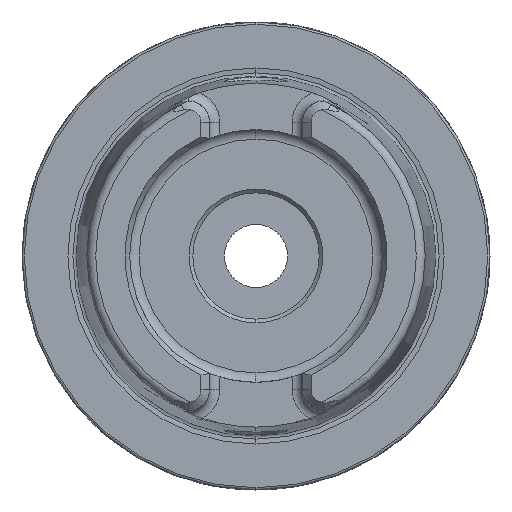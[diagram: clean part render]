
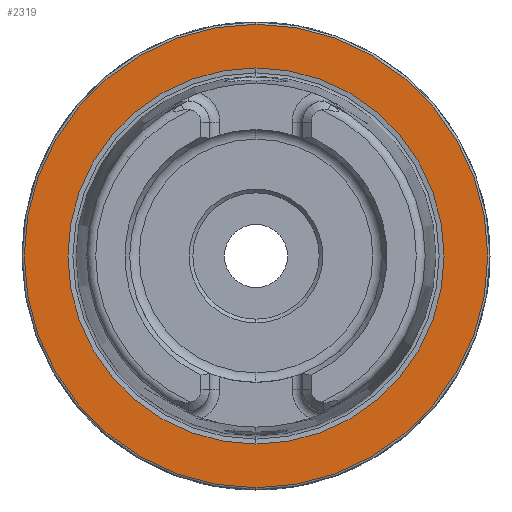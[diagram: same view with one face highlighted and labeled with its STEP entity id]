
A CAD part, left-side view. The second image highlights one B-rep face of the part: STEP entity #2319.
In plain terms, the highlighted planar face has unit normal (-1, 0, 0).
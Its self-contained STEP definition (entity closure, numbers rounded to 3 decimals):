
#13 = ORIENTED_EDGE ( 'NONE', *, *, #2736, .F. ) ;
#29 = DIRECTION ( 'NONE',  ( 0., 0., 1. ) ) ;
#503 = CARTESIAN_POINT ( 'NONE',  ( 0., 0., 0. ) ) ;
#1133 = DIRECTION ( 'NONE',  ( -1., 0., 0. ) ) ;
#1304 = DIRECTION ( 'NONE',  ( 0., 0., 1. ) ) ;
#1433 = FACE_OUTER_BOUND ( 'NONE', #5974, .T. ) ;
#1474 = AXIS2_PLACEMENT_3D ( 'NONE', #9781, #4952, #29 ) ;
#1691 = ORIENTED_EDGE ( 'NONE', *, *, #4609, .T. ) ;
#2154 = VERTEX_POINT ( 'NONE', #7850 ) ;
#2319 = ADVANCED_FACE ( 'NONE', ( #5823, #1433 ), #4937, .F. ) ;
#2600 = CARTESIAN_POINT ( 'NONE',  ( 0., 0., -25.319 ) ) ;
#2736 = EDGE_CURVE ( 'NONE', #2154, #7031, #4252, .T. ) ;
#3833 = AXIS2_PLACEMENT_3D ( 'NONE', #5462, #5493, #5524 ) ;
#3948 = DIRECTION ( 'NONE',  ( -1., 0., 0. ) ) ;
#3977 = AXIS2_PLACEMENT_3D ( 'NONE', #8835, #3948, #9628 ) ;
#4161 = EDGE_CURVE ( 'NONE', #7031, #2154, #7879, .T. ) ;
#4252 = CIRCLE ( 'NONE', #3977, 25.319 ) ;
#4330 = CARTESIAN_POINT ( 'NONE',  ( 0., 0., -31.2 ) ) ;
#4609 = EDGE_CURVE ( 'NONE', #7067, #5877, #10361, .T. ) ;
#4937 = PLANE ( 'NONE',  #3833 ) ;
#4952 = DIRECTION ( 'NONE',  ( -1., 0., 0. ) ) ;
#4968 = ORIENTED_EDGE ( 'NONE', *, *, #4161, .F. ) ;
#5462 = CARTESIAN_POINT ( 'NONE',  ( 0., 31.2, 0. ) ) ;
#5493 = DIRECTION ( 'NONE',  ( 1., 0., 0. ) ) ;
#5524 = DIRECTION ( 'NONE',  ( 0., 0., -1. ) ) ;
#5823 = FACE_BOUND ( 'NONE', #5824, .T. ) ;
#5824 = EDGE_LOOP ( 'NONE', ( #13, #4968 ) ) ;
#5877 = VERTEX_POINT ( 'NONE', #7449 ) ;
#5974 = EDGE_LOOP ( 'NONE', ( #8652, #1691 ) ) ;
#6063 = CARTESIAN_POINT ( 'NONE',  ( 0., 0., 0. ) ) ;
#6238 = DIRECTION ( 'NONE',  ( -1., 0., 0. ) ) ;
#6879 = DIRECTION ( 'NONE',  ( 0., 0., 1. ) ) ;
#7031 = VERTEX_POINT ( 'NONE', #2600 ) ;
#7067 = VERTEX_POINT ( 'NONE', #4330 ) ;
#7265 = EDGE_CURVE ( 'NONE', #5877, #7067, #7737, .T. ) ;
#7449 = CARTESIAN_POINT ( 'NONE',  ( 0., 0., 31.2 ) ) ;
#7737 = CIRCLE ( 'NONE', #7837, 31.2 ) ;
#7837 = AXIS2_PLACEMENT_3D ( 'NONE', #503, #6238, #1304 ) ;
#7850 = CARTESIAN_POINT ( 'NONE',  ( 0., 0., 25.319 ) ) ;
#7879 = CIRCLE ( 'NONE', #9195, 25.319 ) ;
#8652 = ORIENTED_EDGE ( 'NONE', *, *, #7265, .T. ) ;
#8835 = CARTESIAN_POINT ( 'NONE',  ( 0., 0., 0. ) ) ;
#9195 = AXIS2_PLACEMENT_3D ( 'NONE', #6063, #1133, #6879 ) ;
#9628 = DIRECTION ( 'NONE',  ( 0., 0., 1. ) ) ;
#9781 = CARTESIAN_POINT ( 'NONE',  ( 0., 0., 0. ) ) ;
#10361 = CIRCLE ( 'NONE', #1474, 31.2 ) ;
